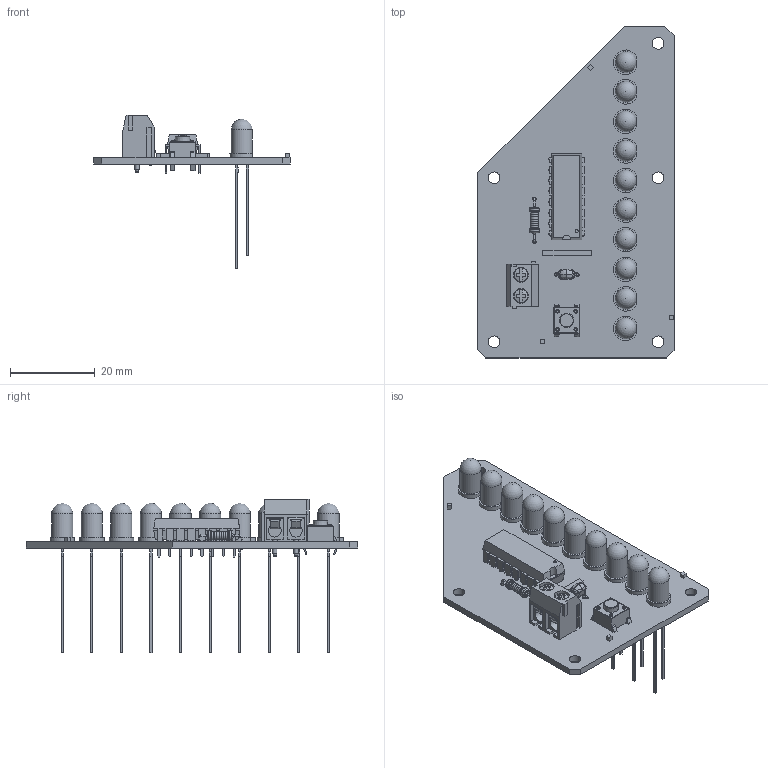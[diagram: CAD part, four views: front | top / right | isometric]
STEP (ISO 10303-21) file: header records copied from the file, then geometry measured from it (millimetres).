
FILE_DESCRIPTION(/* description */ (''),/* implementation_level */ '2;1');
FILE_NAME(/* name */ 'Decimal Counter V1 v1.step',/* time_stamp */ '2019-03-23T19:52:18+00:00',/* author */ ('Adam Short'),/* organization */ (''),/* preprocessor_version */ 'ST-DEVELOPER v17.2',/* originating_system */ 'Autodesk Translation Framework v7.6.0.251',/* authorisation */ '');
FILE_SCHEMA (('AUTOMOTIVE_DESIGN { 1 0 10303 214 3 1 1 }'));
Length unit declared in the file: millimetre
Products named in the file (16): Decimal Counter V1; PCB Component; Board; 100nF / 0.1uF; IC-CD4017N; White; Anoda+Katoda; Kučište; +5V; 1K; 220R; PUSH-6X6X5; 2.8D; TSUKURELOGO; TSUKUREQR; TSUKURECOPYRIGHT
Assembly tree (28 placements, depth 4):
  Decimal Counter V1
    PCB Component
      Board
      100nF / 0.1uF
      IC-CD4017N
      White  x10
        Anoda+Katoda
        Kučište
      +5V
      1K
      220R
      PUSH-6X6X5
      2.8D  x5
      TSUKURELOGO
      TSUKUREQR
      TSUKURECOPYRIGHT
Bounding box: 46.34 x 78.41 x 36.2 mm (x, y, z)
Volume: 8014.2 mm3; surface area: 12236.5 mm2
Topology: 55 solids, 75 shells, 1418 faces, 3663 edges, 2407 vertices
Faces by surface type: plane 1062, cylinder 169, bspline 141, torus 17, sphere 16, cone 13
Full cylindrical faces by diameter (mm): 0.35 x6, 0.65 x8, 0.7 x2, 0.762 x1, 0.813 x42, 0.848 x4, 1 x2, 1.016 x4, 1.321 x2, 1.8 x6, 1.82 x3, 2 x4, 2.1 x2, 2.3 x2, 2.32 x2, 2.8 x5, 3 x2, 3.2 x2, 3.5 x2, 5 x10
Entity records: 33133 total; most frequent: CARTESIAN_POINT 9560, ORIENTED_EDGE 4754, DIRECTION 4450, EDGE_CURVE 2377, LINE 1680, VECTOR 1680, VERTEX_POINT 1561, AXIS2_PLACEMENT_3D 1385
